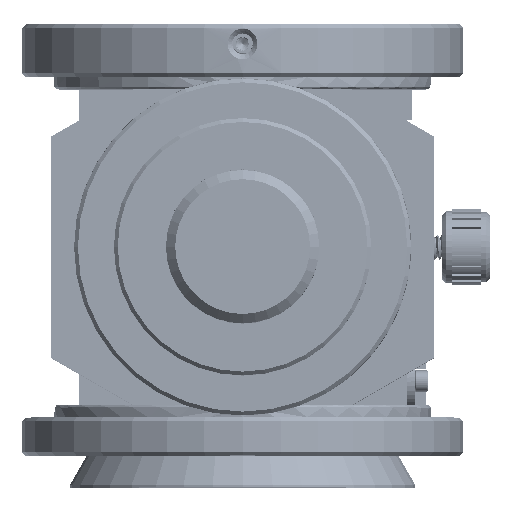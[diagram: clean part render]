
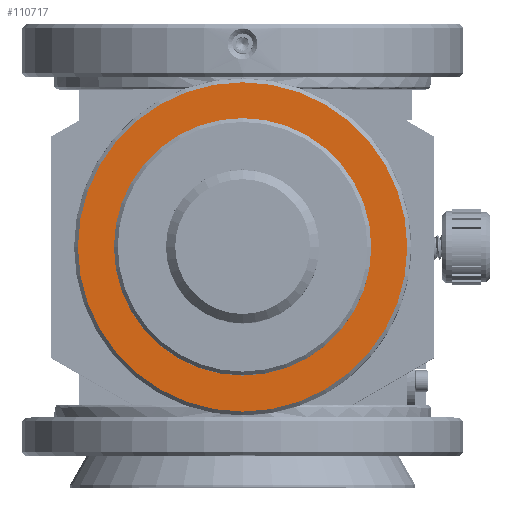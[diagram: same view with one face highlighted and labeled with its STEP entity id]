
A CAD part, top view. The second image highlights one B-rep face of the part: STEP entity #110717.
In plain terms, the highlighted planar face has unit normal (0, 0, 1).
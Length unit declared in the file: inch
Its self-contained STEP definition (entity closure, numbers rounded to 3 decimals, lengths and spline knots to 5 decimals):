
#2973 = FACE_OUTER_BOUND ( 'NONE', #128191, .T. ) ;
#3004 = CARTESIAN_POINT ( 'NONE',  ( -1.25, 2.106, 0.75 ) ) ;
#4858 = DIRECTION ( 'NONE',  ( 0., 0., -1. ) ) ;
#6920 = DIRECTION ( 'NONE',  ( 0., 1., 0. ) ) ;
#17045 = ORIENTED_EDGE ( 'NONE', *, *, #46981, .F. ) ;
#46869 = CARTESIAN_POINT ( 'NONE',  ( -1.25, 2.53727, 0.75 ) ) ;
#46981 = EDGE_CURVE ( 'NONE', #79205, #79205, #129024, .T. ) ;
#58122 = ORIENTED_EDGE ( 'NONE', *, *, #129347, .F. ) ;
#59206 = FACE_BOUND ( 'NONE', #84652, .T. ) ;
#68123 = DIRECTION ( 'NONE',  ( 0., 1., 0. ) ) ;
#68202 = CARTESIAN_POINT ( 'NONE',  ( -1.25, 1.031, 0.75 ) ) ;
#70315 = DIRECTION ( 'NONE',  ( 0., 0., 1. ) ) ;
#74448 = AXIS2_PLACEMENT_3D ( 'NONE', #133623, #70315, #6920 ) ;
#78835 = DIRECTION ( 'NONE',  ( 0., 1., 0. ) ) ;
#79205 = VERTEX_POINT ( 'NONE', #89234 ) ;
#79997 = AXIS2_PLACEMENT_3D ( 'NONE', #68202, #4858, #78835 ) ;
#84652 = EDGE_LOOP ( 'NONE', ( #17045 ) ) ;
#88449 = VERTEX_POINT ( 'NONE', #3004 ) ;
#89234 = CARTESIAN_POINT ( 'NONE',  ( -1.25, 1.871, 0.75 ) ) ;
#103600 = CIRCLE ( 'NONE', #79997, 1.075 ) ;
#110215 = PLANE ( 'NONE',  #135457 ) ;
#110717 = ADVANCED_FACE ( 'NONE', ( #2973, #59206 ), #110215, .F. ) ;
#128191 = EDGE_LOOP ( 'NONE', ( #58122 ) ) ;
#129024 = CIRCLE ( 'NONE', #74448, 0.84 ) ;
#129347 = EDGE_CURVE ( 'NONE', #88449, #88449, #103600, .T. ) ;
#131457 = DIRECTION ( 'NONE',  ( 0., 0., -1. ) ) ;
#133623 = CARTESIAN_POINT ( 'NONE',  ( -1.25, 1.031, 0.75 ) ) ;
#135457 = AXIS2_PLACEMENT_3D ( 'NONE', #46869, #131457, #68123 ) ;
